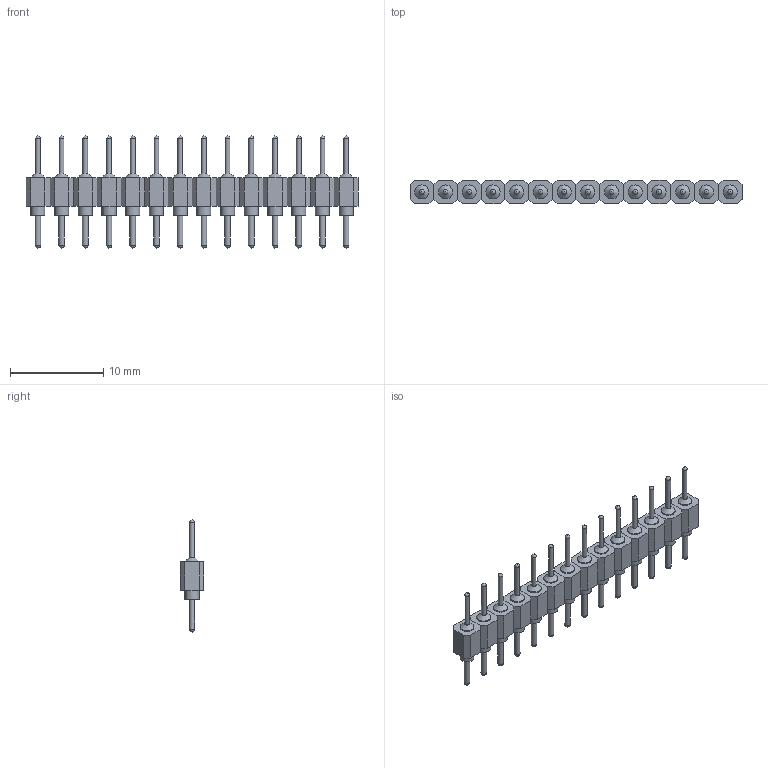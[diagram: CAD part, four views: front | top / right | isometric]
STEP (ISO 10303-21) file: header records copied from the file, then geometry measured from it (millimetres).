
FILE_DESCRIPTION(('FreeCAD Model'),'2;1');
FILE_NAME('Open CASCADE Shape Model','2025-03-21T21:48:51',(''),(''), 'Open CASCADE STEP processor 7.8','FreeCAD','Unknown');
FILE_SCHEMA(('AUTOMOTIVE_DESIGN { 1 0 10303 214 1 1 1 1 }'));
Length unit declared in the file: millimetre
Products named in the file (2): Unnamed; Fusion
Assembly tree (2 placements, depth 2):
  Unnamed
    Fusion  x2
Bounding box: 35.56 x 2.54 x 12 mm (x, y, z)
Volume: 304.5 mm3; surface area: 685.5 mm2
Topology: 2 solids, 2 shells, 242 faces, 540 edges, 330 vertices
Faces by surface type: plane 144, cylinder 56, sphere 28, cone 14
Full cylindrical faces by diameter (mm): 0.5 x14, 0.6 x14, 1.5 x28
Entity records: 3279 total; most frequent: DIRECTION 581, CARTESIAN_POINT 545, ORIENTED_EDGE 512, EDGE_CURVE 256, AXIS2_PLACEMENT_3D 201, LINE 179, VECTOR 179, VERTEX_POINT 165
